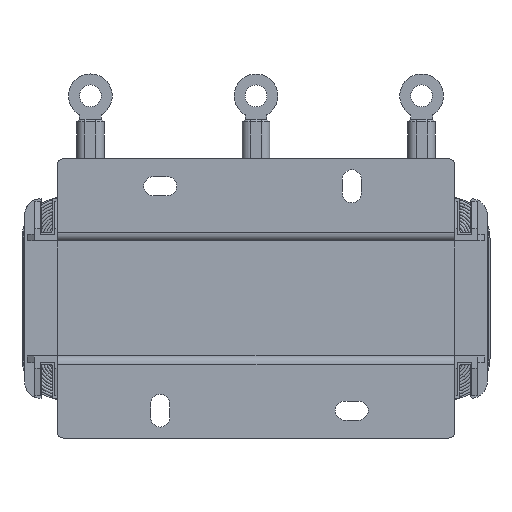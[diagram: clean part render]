
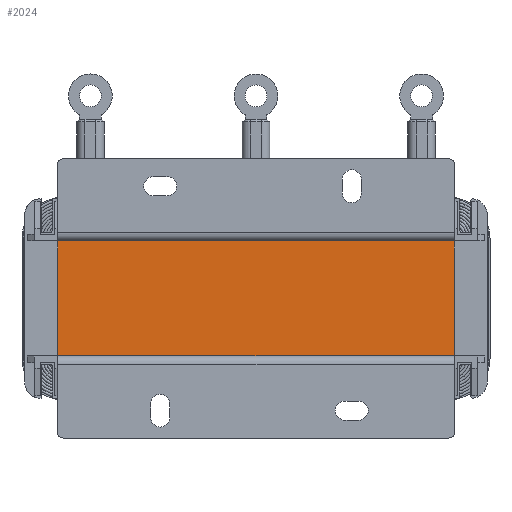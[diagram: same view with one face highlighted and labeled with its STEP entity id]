
A CAD part, front view. The second image highlights one B-rep face of the part: STEP entity #2024.
In plain terms, the highlighted planar face has unit normal (0, -1, 0).
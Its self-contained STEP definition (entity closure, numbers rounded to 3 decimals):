
#532 = VECTOR ( 'NONE', #13518, 1000. ) ;
#1326 = LINE ( 'NONE', #12576, #5353 ) ;
#2024 = ADVANCED_FACE ( 'NONE', ( #9699 ), #4422, .F. ) ;
#2036 = VERTEX_POINT ( 'NONE', #21323 ) ;
#3092 = VERTEX_POINT ( 'NONE', #4829 ) ;
#3413 = CARTESIAN_POINT ( 'NONE',  ( 0., 0., 42. ) ) ;
#4003 = DIRECTION ( 'NONE',  ( 1., 0., 0. ) ) ;
#4184 = ORIENTED_EDGE ( 'NONE', *, *, #10604, .F. ) ;
#4422 = PLANE ( 'NONE',  #11337 ) ;
#4829 = CARTESIAN_POINT ( 'NONE',  ( 145., 0., 0. ) ) ;
#5353 = VECTOR ( 'NONE', #4003, 1000. ) ;
#5618 = LINE ( 'NONE', #3413, #15710 ) ;
#5908 = EDGE_CURVE ( 'NONE', #14329, #3092, #13611, .T. ) ;
#7856 = DIRECTION ( 'NONE',  ( 0., 0., -1. ) ) ;
#9395 = CARTESIAN_POINT ( 'NONE',  ( 145., 0., 42. ) ) ;
#9426 = DIRECTION ( 'NONE',  ( 0., 0., 1. ) ) ;
#9570 = DIRECTION ( 'NONE',  ( 0., 1., 0. ) ) ;
#9699 = FACE_OUTER_BOUND ( 'NONE', #15128, .T. ) ;
#9975 = CARTESIAN_POINT ( 'NONE',  ( 0., 0., 0. ) ) ;
#10128 = VERTEX_POINT ( 'NONE', #9395 ) ;
#10296 = ORIENTED_EDGE ( 'NONE', *, *, #5908, .T. ) ;
#10604 = EDGE_CURVE ( 'NONE', #2036, #10128, #1326, .T. ) ;
#11337 = AXIS2_PLACEMENT_3D ( 'NONE', #17748, #9570, #9426 ) ;
#11859 = LINE ( 'NONE', #19704, #12948 ) ;
#12554 = EDGE_CURVE ( 'NONE', #10128, #3092, #11859, .T. ) ;
#12576 = CARTESIAN_POINT ( 'NONE',  ( 0., 0., 42. ) ) ;
#12948 = VECTOR ( 'NONE', #7856, 1000. ) ;
#13066 = ORIENTED_EDGE ( 'NONE', *, *, #12554, .F. ) ;
#13518 = DIRECTION ( 'NONE',  ( 1., 0., 0. ) ) ;
#13611 = LINE ( 'NONE', #18541, #532 ) ;
#14329 = VERTEX_POINT ( 'NONE', #9975 ) ;
#14925 = ORIENTED_EDGE ( 'NONE', *, *, #21334, .T. ) ;
#15128 = EDGE_LOOP ( 'NONE', ( #10296, #13066, #4184, #14925 ) ) ;
#15710 = VECTOR ( 'NONE', #17669, 1000. ) ;
#17669 = DIRECTION ( 'NONE',  ( 0., 0., -1. ) ) ;
#17748 = CARTESIAN_POINT ( 'NONE',  ( 0., 0., 42. ) ) ;
#18541 = CARTESIAN_POINT ( 'NONE',  ( 0., 0., 0. ) ) ;
#19704 = CARTESIAN_POINT ( 'NONE',  ( 145., 0., 42. ) ) ;
#21323 = CARTESIAN_POINT ( 'NONE',  ( 0., 0., 42. ) ) ;
#21334 = EDGE_CURVE ( 'NONE', #2036, #14329, #5618, .T. ) ;
